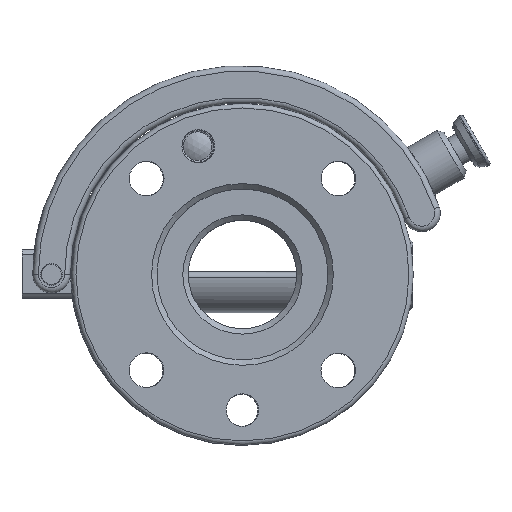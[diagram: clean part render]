
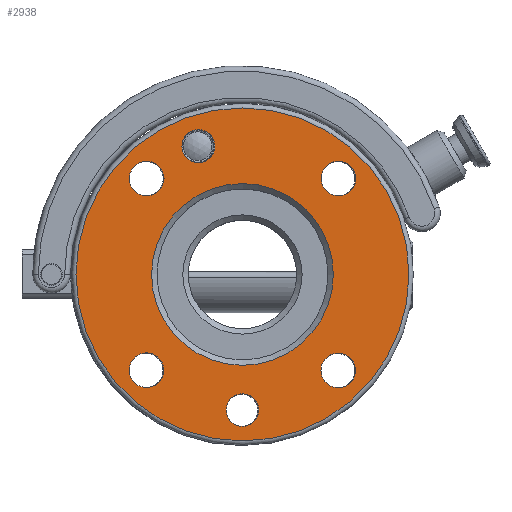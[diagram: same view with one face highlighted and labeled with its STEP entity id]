
A CAD part, top view. The second image highlights one B-rep face of the part: STEP entity #2938.
In plain terms, the highlighted face is planar.
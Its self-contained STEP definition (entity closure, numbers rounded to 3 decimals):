
#75=FACE_BOUND('',#931,.T.);
#76=FACE_BOUND('',#932,.T.);
#77=FACE_BOUND('',#933,.T.);
#78=FACE_BOUND('',#934,.T.);
#79=FACE_BOUND('',#935,.T.);
#80=FACE_BOUND('',#936,.T.);
#81=FACE_BOUND('',#937,.T.);
#136=PLANE('',#3295);
#726=FACE_OUTER_BOUND('',#930,.T.);
#930=EDGE_LOOP('',(#2486));
#931=EDGE_LOOP('',(#2487));
#932=EDGE_LOOP('',(#2488));
#933=EDGE_LOOP('',(#2489));
#934=EDGE_LOOP('',(#2490));
#935=EDGE_LOOP('',(#2491));
#936=EDGE_LOOP('',(#2492));
#937=EDGE_LOOP('',(#2493));
#1146=CIRCLE('',#3290,30.7);
#1150=CIRCLE('',#3296,16.75);
#1151=CIRCLE('',#3297,3.);
#1152=CIRCLE('',#3298,3.2);
#1153=CIRCLE('',#3299,3.2);
#1154=CIRCLE('',#3300,3.2);
#1155=CIRCLE('',#3301,3.2);
#1156=CIRCLE('',#3302,3.05);
#1386=VERTEX_POINT('',#5503);
#1389=VERTEX_POINT('',#5514);
#1390=VERTEX_POINT('',#5516);
#1391=VERTEX_POINT('',#5518);
#1392=VERTEX_POINT('',#5520);
#1393=VERTEX_POINT('',#5522);
#1394=VERTEX_POINT('',#5524);
#1395=VERTEX_POINT('',#5526);
#1759=EDGE_CURVE('',#1386,#1386,#1146,.T.);
#1764=EDGE_CURVE('',#1389,#1389,#1150,.T.);
#1765=EDGE_CURVE('',#1390,#1390,#1151,.T.);
#1766=EDGE_CURVE('',#1391,#1391,#1152,.T.);
#1767=EDGE_CURVE('',#1392,#1392,#1153,.T.);
#1768=EDGE_CURVE('',#1393,#1393,#1154,.T.);
#1769=EDGE_CURVE('',#1394,#1394,#1155,.T.);
#1770=EDGE_CURVE('',#1395,#1395,#1156,.T.);
#2486=ORIENTED_EDGE('',*,*,#1759,.F.);
#2487=ORIENTED_EDGE('',*,*,#1764,.F.);
#2488=ORIENTED_EDGE('',*,*,#1765,.T.);
#2489=ORIENTED_EDGE('',*,*,#1766,.T.);
#2490=ORIENTED_EDGE('',*,*,#1767,.T.);
#2491=ORIENTED_EDGE('',*,*,#1768,.T.);
#2492=ORIENTED_EDGE('',*,*,#1769,.T.);
#2493=ORIENTED_EDGE('',*,*,#1770,.T.);
#2938=ADVANCED_FACE('',(#726,#75,#76,#77,#78,#79,#80,#81),#136,.T.);
#3290=AXIS2_PLACEMENT_3D('',#5505,#4071,#4072);
#3295=AXIS2_PLACEMENT_3D('',#5513,#4082,#4083);
#3296=AXIS2_PLACEMENT_3D('',#5515,#4084,#4085);
#3297=AXIS2_PLACEMENT_3D('',#5517,#4086,#4087);
#3298=AXIS2_PLACEMENT_3D('',#5519,#4088,#4089);
#3299=AXIS2_PLACEMENT_3D('',#5521,#4090,#4091);
#3300=AXIS2_PLACEMENT_3D('',#5523,#4092,#4093);
#3301=AXIS2_PLACEMENT_3D('',#5525,#4094,#4095);
#3302=AXIS2_PLACEMENT_3D('',#5527,#4096,#4097);
#4071=DIRECTION('center_axis',(0.,1.,0.));
#4072=DIRECTION('ref_axis',(1.,0.,0.));
#4082=DIRECTION('center_axis',(0.,-1.,0.));
#4083=DIRECTION('ref_axis',(0.,0.,-1.));
#4084=DIRECTION('center_axis',(0.,-1.,0.));
#4085=DIRECTION('ref_axis',(-1.,0.,0.));
#4086=DIRECTION('center_axis',(0.,1.,0.));
#4087=DIRECTION('ref_axis',(1.,0.,0.));
#4088=DIRECTION('center_axis',(0.,1.,0.));
#4089=DIRECTION('ref_axis',(1.,0.,0.));
#4090=DIRECTION('center_axis',(0.,1.,0.));
#4091=DIRECTION('ref_axis',(1.,0.,0.));
#4092=DIRECTION('center_axis',(0.,1.,0.));
#4093=DIRECTION('ref_axis',(1.,0.,0.));
#4094=DIRECTION('center_axis',(0.,1.,0.));
#4095=DIRECTION('ref_axis',(1.,0.,0.));
#4096=DIRECTION('center_axis',(0.,1.,0.));
#4097=DIRECTION('ref_axis',(1.,0.,0.));
#5503=CARTESIAN_POINT('',(0.,0.,-30.7));
#5505=CARTESIAN_POINT('Origin',(0.,0.,0.));
#5513=CARTESIAN_POINT('Origin',(-20.75,0.,0.));
#5514=CARTESIAN_POINT('',(16.75,0.,0.));
#5515=CARTESIAN_POINT('Origin',(0.,0.,0.));
#5516=CARTESIAN_POINT('',(-3.,0.,25.));
#5517=CARTESIAN_POINT('Origin',(0.,0.,25.));
#5518=CARTESIAN_POINT('',(-20.878,0.,-17.678));
#5519=CARTESIAN_POINT('Origin',(-17.678,0.,-17.678));
#5520=CARTESIAN_POINT('',(14.478,0.,17.678));
#5521=CARTESIAN_POINT('Origin',(17.678,0.,17.678));
#5522=CARTESIAN_POINT('',(-20.878,0.,17.678));
#5523=CARTESIAN_POINT('Origin',(-17.678,0.,17.678));
#5524=CARTESIAN_POINT('',(14.478,0.,-17.678));
#5525=CARTESIAN_POINT('Origin',(17.678,0.,-17.678));
#5526=CARTESIAN_POINT('',(5.089,0.,-23.638));
#5527=CARTESIAN_POINT('Origin',(8.139,0.,-23.638));
